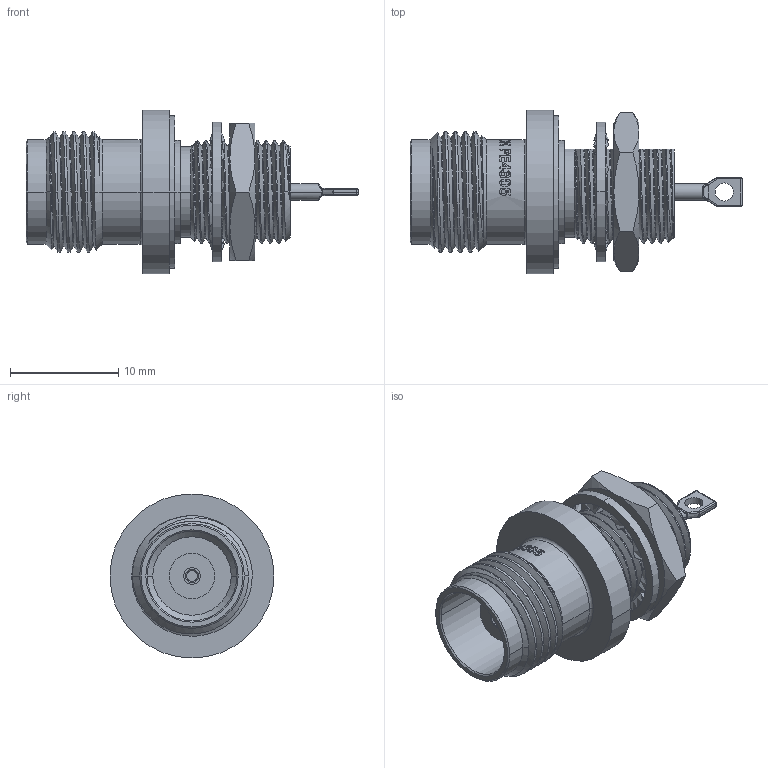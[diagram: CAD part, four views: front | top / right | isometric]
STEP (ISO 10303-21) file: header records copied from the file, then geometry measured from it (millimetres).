
FILE_DESCRIPTION (( 'STEP AP214' ), '1' );
FILE_NAME ('PE4305.STEP', '2017-08-21T17:24:54', ( '' ), ( '' ), 'SwSTEP 2.0', 'SolidWorks 2014', '' );
FILE_SCHEMA (( 'AUTOMOTIVE_DESIGN' ));
Length unit declared in the file: inch
Products named in the file (1): PE4305
Bounding box: 30.61 x 15.11 x 15.11 mm (x, y, z)
Volume: 1754.8 mm3; surface area: 2516.3 mm2
Topology: 4 solids, 4 shells, 590 faces, 1579 edges, 1029 vertices
Faces by surface type: bspline 293, cylinder 126, plane 110, cone 40, torus 13, sphere 8
Entity records: 51277 total; most frequent: CARTESIAN_POINT 34243, ORIENTED_EDGE 3158, EDGE_CURVE 1579, DIRECTION 1440, VERTEX_POINT 1029, B_SPLINE_CURVE_WITH_KNOTS 897, EDGE_LOOP 630, ADVANCED_FACE 590
